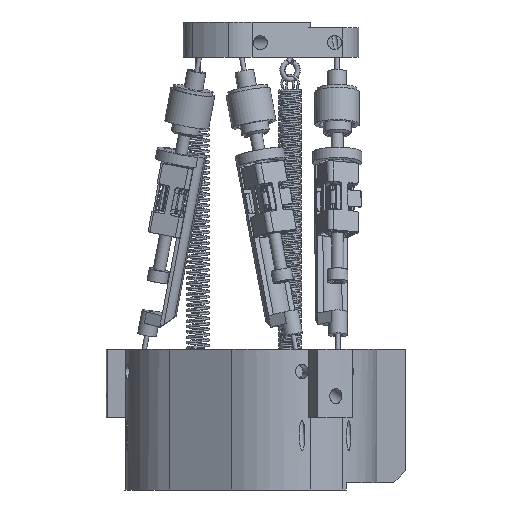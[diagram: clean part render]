
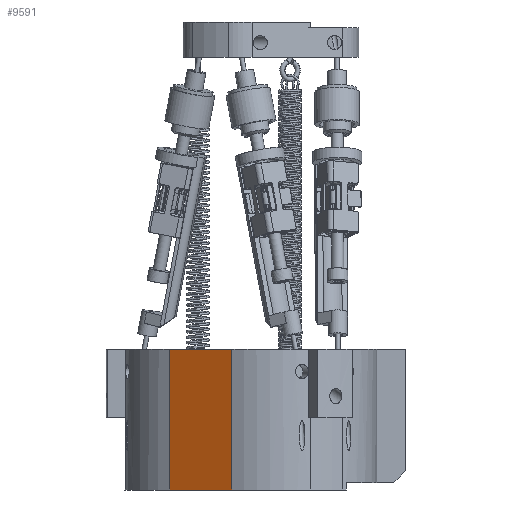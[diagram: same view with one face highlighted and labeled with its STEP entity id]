
A CAD part, front view. The second image highlights one B-rep face of the part: STEP entity #9591.
In plain terms, the highlighted planar face has unit normal (-0.5, -0.866, 0).
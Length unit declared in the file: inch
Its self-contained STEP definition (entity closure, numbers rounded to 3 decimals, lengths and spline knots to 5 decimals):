
#1618=FACE_OUTER_BOUND('',#2275,.T.);
#2275=EDGE_LOOP('',(#6938,#6939,#6940,#6941));
#2946=LINE('',#15668,#3644);
#2973=LINE('',#15841,#3671);
#2981=LINE('',#15991,#3679);
#2983=LINE('',#15994,#3681);
#3644=VECTOR('',#11611,0.24128);
#3671=VECTOR('',#11758,0.24128);
#3679=VECTOR('',#11846,0.47244);
#3681=VECTOR('',#11850,0.47244);
#4414=VERTEX_POINT('',#15665);
#4415=VERTEX_POINT('',#15667);
#4458=VERTEX_POINT('',#15838);
#4459=VERTEX_POINT('',#15840);
#5330=EDGE_CURVE('',#4414,#4415,#2946,.T.);
#5391=EDGE_CURVE('',#4458,#4459,#2973,.T.);
#5416=EDGE_CURVE('',#4415,#4458,#2981,.T.);
#5418=EDGE_CURVE('',#4459,#4414,#2983,.T.);
#6938=ORIENTED_EDGE('',*,*,#5416,.F.);
#6939=ORIENTED_EDGE('',*,*,#5330,.F.);
#6940=ORIENTED_EDGE('',*,*,#5418,.F.);
#6941=ORIENTED_EDGE('',*,*,#5391,.F.);
#9242=PLANE('',#10331);
#9591=ADVANCED_FACE('',(#1618),#9242,.F.);
#10331=AXIS2_PLACEMENT_3D('',#15993,#11848,#11849);
#11611=DIRECTION('',(0.866,-0.5,0.));
#11758=DIRECTION('',(-0.866,0.5,0.));
#11846=DIRECTION('',(0.,0.,-1.));
#11848=DIRECTION('center_axis',(0.5,0.866,0.));
#11849=DIRECTION('ref_axis',(0.,0.,1.));
#11850=DIRECTION('',(0.,0.,1.));
#15665=CARTESIAN_POINT('',(-0.30133,-0.28063,0.47244));
#15667=CARTESIAN_POINT('',(-0.09237,-0.40128,0.47244));
#15668=CARTESIAN_POINT('',(-0.10004,-0.39685,0.47244));
#15838=CARTESIAN_POINT('',(-0.09237,-0.40128,0.));
#15840=CARTESIAN_POINT('',(-0.30133,-0.28063,0.));
#15841=CARTESIAN_POINT('',(-0.10004,-0.39685,0.));
#15991=CARTESIAN_POINT('',(-0.09237,-0.40128,0.));
#15993=CARTESIAN_POINT('Origin',(-0.00323,-0.45274,
0.47244));
#15994=CARTESIAN_POINT('',(-0.30133,-0.28063,0.));
